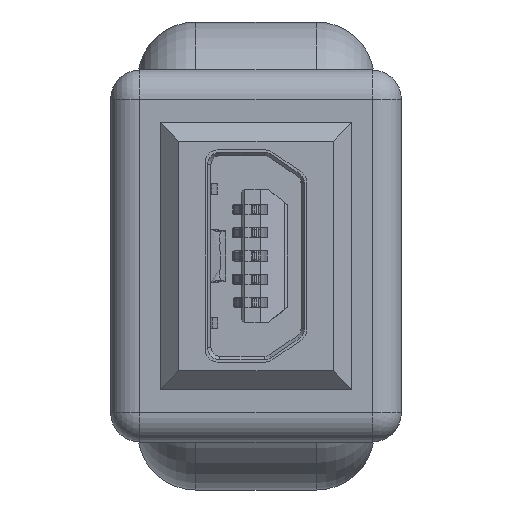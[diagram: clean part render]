
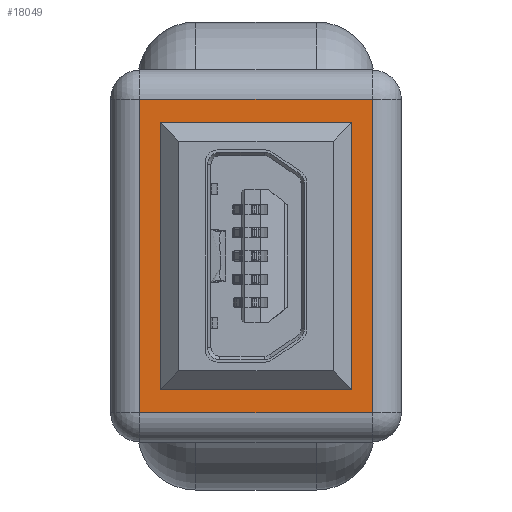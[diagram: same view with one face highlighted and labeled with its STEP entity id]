
A CAD part, left-side view. The second image highlights one B-rep face of the part: STEP entity #18049.
In plain terms, the highlighted face is planar.
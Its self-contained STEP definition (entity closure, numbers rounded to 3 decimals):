
#64 = DIRECTION ( 'NONE',  ( -1., 0., 0. ) ) ;
#239 = EDGE_CURVE ( 'NONE', #2212, #34672, #37152, .T. ) ;
#512 = CARTESIAN_POINT ( 'NONE',  ( 1., 1., 0. ) ) ;
#1229 = DIRECTION ( 'NONE',  ( 0., -1., 0. ) ) ;
#1283 = DIRECTION ( 'NONE',  ( 0., 0., 1. ) ) ;
#1765 = EDGE_CURVE ( 'NONE', #7523, #19238, #7544, .T. ) ;
#1877 = ORIENTED_EDGE ( 'NONE', *, *, #34686, .T. ) ;
#2212 = VERTEX_POINT ( 'NONE', #14062 ) ;
#2481 = CARTESIAN_POINT ( 'NONE',  ( 2.75, 6.3, 0. ) ) ;
#2915 = EDGE_LOOP ( 'NONE', ( #1877, #28616, #33114, #4591 ) ) ;
#3429 = CARTESIAN_POINT ( 'NONE',  ( 10.05, 4.712, 0. ) ) ;
#3512 = DIRECTION ( 'NONE',  ( 1., 0., 0. ) ) ;
#3735 = DIRECTION ( 'NONE',  ( -1., 0., 0. ) ) ;
#4243 = CARTESIAN_POINT ( 'NONE',  ( 3.2, 6.75, 0. ) ) ;
#4324 = ORIENTED_EDGE ( 'NONE', *, *, #12157, .T. ) ;
#4360 = CARTESIAN_POINT ( 'NONE',  ( 9.6, 6.75, 0. ) ) ;
#4591 = ORIENTED_EDGE ( 'NONE', *, *, #36516, .T. ) ;
#5034 = CARTESIAN_POINT ( 'NONE',  ( 11.8, 9., 0. ) ) ;
#5084 = LINE ( 'NONE', #33045, #19747 ) ;
#5089 = CARTESIAN_POINT ( 'NONE',  ( 3.485, 3.47, 0. ) ) ;
#5151 = VERTEX_POINT ( 'NONE', #32520 ) ;
#5225 = CARTESIAN_POINT ( 'NONE',  ( 11.8, 1., 0. ) ) ;
#5750 = VERTEX_POINT ( 'NONE', #5225 ) ;
#6033 = CARTESIAN_POINT ( 'NONE',  ( 3.899, 3.25, 0. ) ) ;
#7284 = AXIS2_PLACEMENT_3D ( 'NONE', #22599, #16461, #26200 ) ;
#7478 = VERTEX_POINT ( 'NONE', #9954 ) ;
#7523 = VERTEX_POINT ( 'NONE', #4243 ) ;
#7544 = CIRCLE ( 'NONE', #10788, 0.45 ) ;
#8430 = VECTOR ( 'NONE', #23841, 1000. ) ;
#8544 = CARTESIAN_POINT ( 'NONE',  ( 9.6, 6.75, 0. ) ) ;
#8717 = EDGE_CURVE ( 'NONE', #13459, #7523, #20813, .T. ) ;
#9076 = VECTOR ( 'NONE', #10354, 1000. ) ;
#9150 = VERTEX_POINT ( 'NONE', #5034 ) ;
#9592 = PLANE ( 'NONE',  #38091 ) ;
#9954 = CARTESIAN_POINT ( 'NONE',  ( 9.964, 4.432, 0. ) ) ;
#10047 = CARTESIAN_POINT ( 'NONE',  ( 8.901, 3.25, 0. ) ) ;
#10354 = DIRECTION ( 'NONE',  ( -1., 0., 0. ) ) ;
#10675 = DIRECTION ( 'NONE',  ( -1., 0., 0. ) ) ;
#10788 = AXIS2_PLACEMENT_3D ( 'NONE', #24673, #27832, #28249 ) ;
#10797 = ORIENTED_EDGE ( 'NONE', *, *, #28207, .T. ) ;
#10871 = ORIENTED_EDGE ( 'NONE', *, *, #21624, .T. ) ;
#10898 = EDGE_CURVE ( 'NONE', #29189, #11844, #13172, .T. ) ;
#11071 = VERTEX_POINT ( 'NONE', #5089 ) ;
#11844 = VERTEX_POINT ( 'NONE', #21966 ) ;
#12157 = EDGE_CURVE ( 'NONE', #29185, #13459, #22437, .T. ) ;
#13031 = VECTOR ( 'NONE', #28756, 1000. ) ;
#13052 = ORIENTED_EDGE ( 'NONE', *, *, #8717, .T. ) ;
#13172 = CIRCLE ( 'NONE', #7284, 0.5 ) ;
#13459 = VERTEX_POINT ( 'NONE', #8544 ) ;
#13816 = FACE_BOUND ( 'NONE', #33386, .T. ) ;
#13913 = CARTESIAN_POINT ( 'NONE',  ( 11.8, 1., 0. ) ) ;
#14062 = CARTESIAN_POINT ( 'NONE',  ( 2.75, 4.712, 0. ) ) ;
#14223 = ORIENTED_EDGE ( 'NONE', *, *, #10898, .T. ) ;
#14445 = ORIENTED_EDGE ( 'NONE', *, *, #239, .T. ) ;
#14736 = CARTESIAN_POINT ( 'NONE',  ( 10.05, 4.712, 0. ) ) ;
#15078 = DIRECTION ( 'NONE',  ( 0.293, -0.956, 0. ) ) ;
#15238 = DIRECTION ( 'NONE',  ( 0., 0., 1. ) ) ;
#15315 = ORIENTED_EDGE ( 'NONE', *, *, #33186, .T. ) ;
#15417 = CARTESIAN_POINT ( 'NONE',  ( 3.899, 3.25, 0. ) ) ;
#15538 = CARTESIAN_POINT ( 'NONE',  ( 10.05, 6.3, 0. ) ) ;
#15773 = LINE ( 'NONE', #2481, #8430 ) ;
#15844 = VERTEX_POINT ( 'NONE', #14736 ) ;
#16015 = LINE ( 'NONE', #25191, #13031 ) ;
#16461 = DIRECTION ( 'NONE',  ( 0., 0., 1. ) ) ;
#17002 = CARTESIAN_POINT ( 'NONE',  ( 2.75, 6.3, 0. ) ) ;
#17380 = DIRECTION ( 'NONE',  ( 0.56, -0.829, 0. ) ) ;
#18049 = ADVANCED_FACE ( 'NONE', ( #36385, #13816 ), #9592, .T. ) ;
#18411 = EDGE_CURVE ( 'NONE', #19238, #2212, #15773, .T. ) ;
#19238 = VERTEX_POINT ( 'NONE', #17002 ) ;
#19276 = ORIENTED_EDGE ( 'NONE', *, *, #32758, .T. ) ;
#19334 = DIRECTION ( 'NONE',  ( 0., 0., 1. ) ) ;
#19747 = VECTOR ( 'NONE', #39495, 1000. ) ;
#20022 = CARTESIAN_POINT ( 'NONE',  ( 9.6, 6.3, 0. ) ) ;
#20445 = VECTOR ( 'NONE', #22043, 1000. ) ;
#20614 = AXIS2_PLACEMENT_3D ( 'NONE', #34925, #19334, #3735 ) ;
#20782 = LINE ( 'NONE', #13913, #37920 ) ;
#20813 = LINE ( 'NONE', #4360, #9076 ) ;
#21417 = CARTESIAN_POINT ( 'NONE',  ( 3.899, 3.75, 0. ) ) ;
#21437 = LINE ( 'NONE', #3429, #20445 ) ;
#21624 = EDGE_CURVE ( 'NONE', #11071, #34194, #29882, .T. ) ;
#21731 = ORIENTED_EDGE ( 'NONE', *, *, #40289, .T. ) ;
#21966 = CARTESIAN_POINT ( 'NONE',  ( 9.315, 3.47, 0. ) ) ;
#22043 = DIRECTION ( 'NONE',  ( 0., 1., 0. ) ) ;
#22087 = VECTOR ( 'NONE', #25172, 1000. ) ;
#22437 = CIRCLE ( 'NONE', #28354, 0.45 ) ;
#22599 = CARTESIAN_POINT ( 'NONE',  ( 8.901, 3.75, 0. ) ) ;
#23748 = AXIS2_PLACEMENT_3D ( 'NONE', #21417, #15238, #64 ) ;
#23841 = DIRECTION ( 'NONE',  ( 0., -1., 0. ) ) ;
#23923 = DIRECTION ( 'NONE',  ( 0., 1., 0. ) ) ;
#24673 = CARTESIAN_POINT ( 'NONE',  ( 3.2, 6.3, 0. ) ) ;
#24957 = CARTESIAN_POINT ( 'NONE',  ( 1., 1., 0. ) ) ;
#25172 = DIRECTION ( 'NONE',  ( -1., 0., 0. ) ) ;
#25191 = CARTESIAN_POINT ( 'NONE',  ( 9.315, 3.47, 0. ) ) ;
#25686 = LINE ( 'NONE', #15417, #34446 ) ;
#25934 = EDGE_CURVE ( 'NONE', #5151, #9150, #5084, .T. ) ;
#26200 = DIRECTION ( 'NONE',  ( -1., 0., 0. ) ) ;
#27358 = CARTESIAN_POINT ( 'NONE',  ( 2.836, 4.432, 0. ) ) ;
#27832 = DIRECTION ( 'NONE',  ( 0., 0., 1. ) ) ;
#27874 = EDGE_CURVE ( 'NONE', #9150, #5750, #20782, .T. ) ;
#28207 = EDGE_CURVE ( 'NONE', #34194, #29189, #25686, .T. ) ;
#28249 = DIRECTION ( 'NONE',  ( -1., 0., 0. ) ) ;
#28354 = AXIS2_PLACEMENT_3D ( 'NONE', #20022, #1283, #10675 ) ;
#28616 = ORIENTED_EDGE ( 'NONE', *, *, #25934, .T. ) ;
#28756 = DIRECTION ( 'NONE',  ( 0.56, 0.829, 0. ) ) ;
#29185 = VERTEX_POINT ( 'NONE', #15538 ) ;
#29189 = VERTEX_POINT ( 'NONE', #10047 ) ;
#29859 = CARTESIAN_POINT ( 'NONE',  ( 2.836, 4.432, 0. ) ) ;
#29882 = CIRCLE ( 'NONE', #23748, 0.5 ) ;
#31546 = CARTESIAN_POINT ( 'NONE',  ( 2.75, 4.712, 0. ) ) ;
#31667 = DIRECTION ( 'NONE',  ( -1., 0., 0. ) ) ;
#31730 = ORIENTED_EDGE ( 'NONE', *, *, #1765, .T. ) ;
#32130 = CIRCLE ( 'NONE', #20614, 0.5 ) ;
#32150 = VECTOR ( 'NONE', #23923, 1000. ) ;
#32520 = CARTESIAN_POINT ( 'NONE',  ( 1., 9., 0. ) ) ;
#32758 = EDGE_CURVE ( 'NONE', #15844, #29185, #21437, .T. ) ;
#32986 = EDGE_CURVE ( 'NONE', #34672, #11071, #35618, .T. ) ;
#33045 = CARTESIAN_POINT ( 'NONE',  ( 11.8, 9., 0. ) ) ;
#33114 = ORIENTED_EDGE ( 'NONE', *, *, #27874, .T. ) ;
#33186 = EDGE_CURVE ( 'NONE', #11844, #7478, #16015, .T. ) ;
#33373 = LINE ( 'NONE', #512, #22087 ) ;
#33386 = EDGE_LOOP ( 'NONE', ( #4324, #13052, #31730, #36446, #14445, #34790, #10871, #10797, #14223, #15315, #21731, #19276 ) ) ;
#33758 = CARTESIAN_POINT ( 'NONE',  ( 1., 9., 0. ) ) ;
#34194 = VERTEX_POINT ( 'NONE', #6033 ) ;
#34446 = VECTOR ( 'NONE', #3512, 1000. ) ;
#34672 = VERTEX_POINT ( 'NONE', #27358 ) ;
#34686 = EDGE_CURVE ( 'NONE', #35865, #5151, #35556, .T. ) ;
#34790 = ORIENTED_EDGE ( 'NONE', *, *, #32986, .T. ) ;
#34925 = CARTESIAN_POINT ( 'NONE',  ( 9.55, 4.712, 0. ) ) ;
#35556 = LINE ( 'NONE', #33758, #32150 ) ;
#35618 = LINE ( 'NONE', #29859, #39046 ) ;
#35865 = VERTEX_POINT ( 'NONE', #24957 ) ;
#36385 = FACE_OUTER_BOUND ( 'NONE', #2915, .T. ) ;
#36446 = ORIENTED_EDGE ( 'NONE', *, *, #18411, .T. ) ;
#36516 = EDGE_CURVE ( 'NONE', #5750, #35865, #33373, .T. ) ;
#36679 = VECTOR ( 'NONE', #15078, 1000. ) ;
#37152 = LINE ( 'NONE', #31546, #36679 ) ;
#37575 = DIRECTION ( 'NONE',  ( 0., 0., -1. ) ) ;
#37920 = VECTOR ( 'NONE', #1229, 1000. ) ;
#38088 = CARTESIAN_POINT ( 'NONE',  ( 0., 0., 0. ) ) ;
#38091 = AXIS2_PLACEMENT_3D ( 'NONE', #38088, #37575, #31667 ) ;
#39046 = VECTOR ( 'NONE', #17380, 1000. ) ;
#39495 = DIRECTION ( 'NONE',  ( 1., 0., 0. ) ) ;
#40289 = EDGE_CURVE ( 'NONE', #7478, #15844, #32130, .T. ) ;
